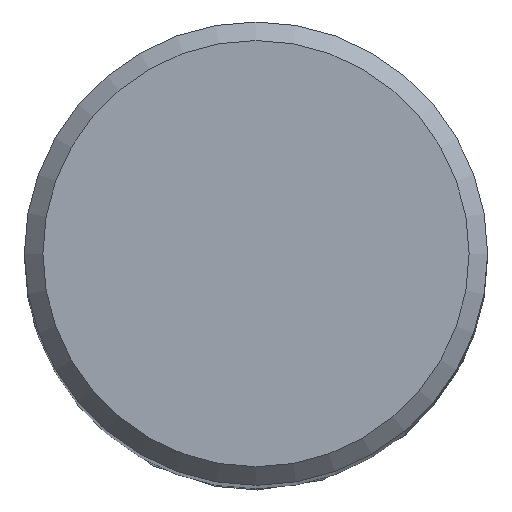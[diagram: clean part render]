
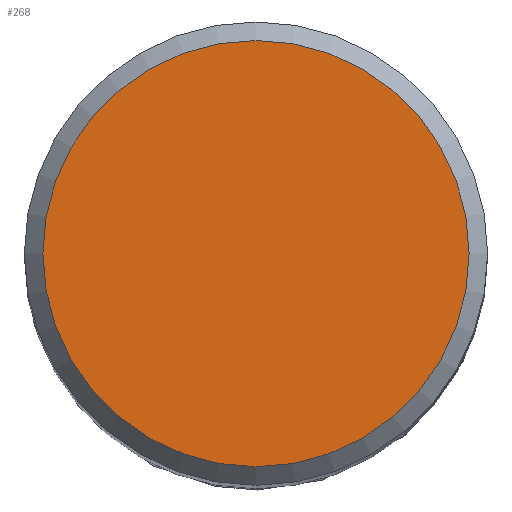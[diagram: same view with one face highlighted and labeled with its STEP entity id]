
A CAD part, top view. The second image highlights one B-rep face of the part: STEP entity #268.
In plain terms, the highlighted planar face has unit normal (0, 0, 1).
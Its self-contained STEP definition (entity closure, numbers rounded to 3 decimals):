
#105=PLANE('',#454);
#107=FACE_OUTER_BOUND('',#146,.T.);
#146=EDGE_LOOP('',(#188));
#188=ORIENTED_EDGE('',*,*,#214,.F.);
#214=EDGE_CURVE('',#335,#335,#233,.T.);
#233=CIRCLE('',#453,11.492);
#268=ADVANCED_FACE('CU_SU3',(#107),#105,.F.);
#335=VERTEX_POINT('',#5144);
#453=AXIS2_PLACEMENT_3D('',#5143,#544,#545);
#454=AXIS2_PLACEMENT_3D('',#5145,#546,#547);
#544=DIRECTION('',(0.,0.,-1.));
#545=DIRECTION('',(-1.,0.,0.));
#546=DIRECTION('',(0.,0.,-1.));
#547=DIRECTION('',(-1.,0.,0.));
#5143=CARTESIAN_POINT('',(0.,0.,0.));
#5144=CARTESIAN_POINT('',(-11.492,0.,0.));
#5145=CARTESIAN_POINT('',(0.,0.,0.));
